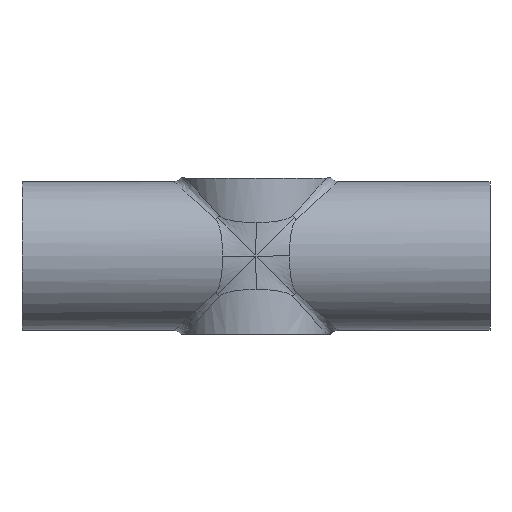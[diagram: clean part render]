
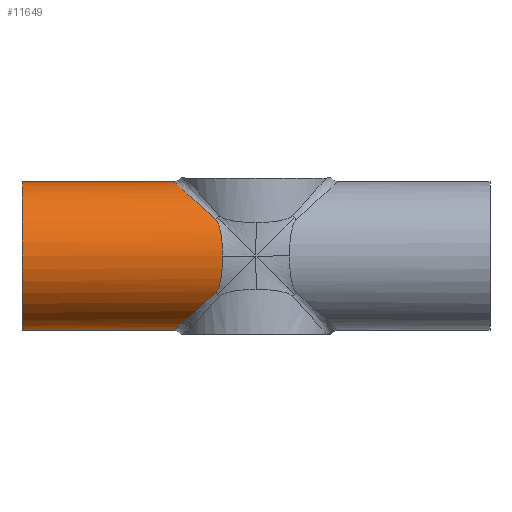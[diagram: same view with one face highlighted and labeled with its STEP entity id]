
A CAD part, front view. The second image highlights one B-rep face of the part: STEP entity #11649.
In plain terms, the highlighted cylindrical face has radius 19.05 mm (diameter 38.1 mm), a full revolution.
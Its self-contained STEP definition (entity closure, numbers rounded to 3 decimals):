
#357=CARTESIAN_POINT('',(-8.577,-19.05,0.));
#358=VERTEX_POINT('',#357);
#376=CARTESIAN_POINT('',(-10.36,-16.583,-9.376));
#377=VERTEX_POINT('',#376);
#378=CARTESIAN_POINT('',(-8.577,-19.05,0.));
#379=CARTESIAN_POINT('',(-8.577,-19.05,-1.071));
#380=CARTESIAN_POINT('',(-8.614,-18.957,-2.141));
#381=CARTESIAN_POINT('',(-8.762,-18.618,-4.159));
#382=CARTESIAN_POINT('',(-8.874,-18.374,-5.107));
#383=CARTESIAN_POINT('',(-9.171,-17.825,-6.78));
#384=CARTESIAN_POINT('',(-9.357,-17.521,-7.505));
#385=CARTESIAN_POINT('',(-9.803,-16.976,-8.669));
#386=CARTESIAN_POINT('',(-10.063,-16.735,-9.107));
#387=CARTESIAN_POINT('',(-10.36,-16.583,-9.376));
#388=B_SPLINE_CURVE_WITH_KNOTS('',3,(#378,#379,#380,#381,#382,#383,#384,#385,#386,#387),.UNSPECIFIED.,.F.,.U.,(4,2,2,2,4),(0.5,0.625,0.75,0.875,1.0),.UNSPECIFIED.);
#389=EDGE_CURVE('',#358,#377,#388,.T.);
#689=CARTESIAN_POINT('',(-10.36,-16.583,9.376));
#690=VERTEX_POINT('',#689);
#698=CARTESIAN_POINT('',(-10.36,-16.583,9.376));
#699=CARTESIAN_POINT('',(-10.063,-16.735,9.107));
#700=CARTESIAN_POINT('',(-9.803,-16.976,8.669));
#701=CARTESIAN_POINT('',(-9.357,-17.521,7.505));
#702=CARTESIAN_POINT('',(-9.171,-17.825,6.78));
#703=CARTESIAN_POINT('',(-8.874,-18.374,5.107));
#704=CARTESIAN_POINT('',(-8.762,-18.618,4.159));
#705=CARTESIAN_POINT('',(-8.614,-18.957,2.141));
#706=CARTESIAN_POINT('',(-8.577,-19.05,1.071));
#707=CARTESIAN_POINT('',(-8.577,-19.05,0.));
#708=B_SPLINE_CURVE_WITH_KNOTS('',3,(#698,#699,#700,#701,#702,#703,#704,#705,#706,#707),.UNSPECIFIED.,.F.,.U.,(4,2,2,2,4),(0.0,0.125,0.25,0.375,0.5),.UNSPECIFIED.);
#709=EDGE_CURVE('',#690,#358,#708,.T.);
#2481=CARTESIAN_POINT('',(-8.577,19.05,0.));
#2482=VERTEX_POINT('',#2481);
#2500=CARTESIAN_POINT('',(-10.36,16.583,9.376));
#2501=VERTEX_POINT('',#2500);
#2502=CARTESIAN_POINT('',(-8.577,19.05,0.));
#2503=CARTESIAN_POINT('',(-8.577,19.05,1.071));
#2504=CARTESIAN_POINT('',(-8.614,18.957,2.141));
#2505=CARTESIAN_POINT('',(-8.762,18.618,4.159));
#2506=CARTESIAN_POINT('',(-8.874,18.374,5.107));
#2507=CARTESIAN_POINT('',(-9.171,17.825,6.78));
#2508=CARTESIAN_POINT('',(-9.357,17.521,7.505));
#2509=CARTESIAN_POINT('',(-9.803,16.976,8.669));
#2510=CARTESIAN_POINT('',(-10.063,16.735,9.107));
#2511=CARTESIAN_POINT('',(-10.36,16.583,9.376));
#2512=B_SPLINE_CURVE_WITH_KNOTS('',3,(#2502,#2503,#2504,#2505,#2506,#2507,#2508,#2509,#2510,#2511),.UNSPECIFIED.,.F.,.U.,(4,2,2,2,4),(0.5,0.625,0.75,0.875,1.0),.UNSPECIFIED.);
#2513=EDGE_CURVE('',#2482,#2501,#2512,.T.);
#2813=CARTESIAN_POINT('',(-10.36,16.583,-9.376));
#2814=VERTEX_POINT('',#2813);
#2822=CARTESIAN_POINT('',(-10.36,16.583,-9.376));
#2823=CARTESIAN_POINT('',(-10.063,16.735,-9.107));
#2824=CARTESIAN_POINT('',(-9.803,16.976,-8.669));
#2825=CARTESIAN_POINT('',(-9.357,17.521,-7.505));
#2826=CARTESIAN_POINT('',(-9.171,17.825,-6.78));
#2827=CARTESIAN_POINT('',(-8.874,18.374,-5.107));
#2828=CARTESIAN_POINT('',(-8.762,18.618,-4.159));
#2829=CARTESIAN_POINT('',(-8.614,18.957,-2.141));
#2830=CARTESIAN_POINT('',(-8.577,19.05,-1.071));
#2831=CARTESIAN_POINT('',(-8.577,19.05,0.));
#2832=B_SPLINE_CURVE_WITH_KNOTS('',3,(#2822,#2823,#2824,#2825,#2826,#2827,#2828,#2829,#2830,#2831),.UNSPECIFIED.,.F.,.U.,(4,2,2,2,4),(0.0,0.125,0.25,0.375,0.5),.UNSPECIFIED.);
#2833=EDGE_CURVE('',#2814,#2482,#2832,.T.);
#11126=CARTESIAN_POINT('',(0.0,0.0,0.0));
#11127=DIRECTION('',(0.671,0.0,0.741));
#11128=DIRECTION('',(-0.741,0.0,0.671));
#11129=AXIS2_PLACEMENT_3D('',#11126,#11127,#11128);
#11130=ELLIPSE('',#11129,28.39,19.05);
#11131=EDGE_CURVE('',#2501,#690,#11130,.T.);
#11266=CARTESIAN_POINT('',(0.0,0.0,0.0));
#11267=DIRECTION('',(0.671,0.0,-0.741));
#11268=DIRECTION('',(-0.741,0.0,-0.671));
#11269=AXIS2_PLACEMENT_3D('',#11266,#11267,#11268);
#11270=ELLIPSE('',#11269,28.39,19.05);
#11271=EDGE_CURVE('',#377,#2814,#11270,.T.);
#11625=CARTESIAN_POINT('',(0.0,0.0,0.0));
#11626=DIRECTION('',(-1.0,0.0,0.0));
#11627=DIRECTION('',(0.0,-1.0,0.0));
#11628=AXIS2_PLACEMENT_3D('',#11625,#11626,#11627);
#11629=CYLINDRICAL_SURFACE('',#11628,19.05);
#11630=CARTESIAN_POINT('',(-60.0,-19.05,0.0));
#11631=VERTEX_POINT('',#11630);
#11632=CARTESIAN_POINT('',(-60.0,0.0,0.0));
#11633=DIRECTION('',(-1.0,0.0,0.0));
#11634=DIRECTION('',(0.0,-1.0,0.0));
#11635=AXIS2_PLACEMENT_3D('',#11632,#11633,#11634);
#11636=CIRCLE('',#11635,19.05);
#11637=EDGE_CURVE('',#11631,#11631,#11636,.T.);
#11638=ORIENTED_EDGE('',*,*,#11637,.F.);
#11639=EDGE_LOOP('',(#11638));
#11640=FACE_OUTER_BOUND('',#11639,.T.);
#11641=ORIENTED_EDGE('',*,*,#709,.F.);
#11642=ORIENTED_EDGE('',*,*,#11131,.F.);
#11643=ORIENTED_EDGE('',*,*,#2513,.F.);
#11644=ORIENTED_EDGE('',*,*,#2833,.F.);
#11645=ORIENTED_EDGE('',*,*,#11271,.F.);
#11646=ORIENTED_EDGE('',*,*,#389,.F.);
#11647=EDGE_LOOP('',(#11641,#11642,#11643,#11644,#11645,#11646));
#11648=FACE_BOUND('',#11647,.T.);
#11649=ADVANCED_FACE('',(#11640,#11648),#11629,.T.);
